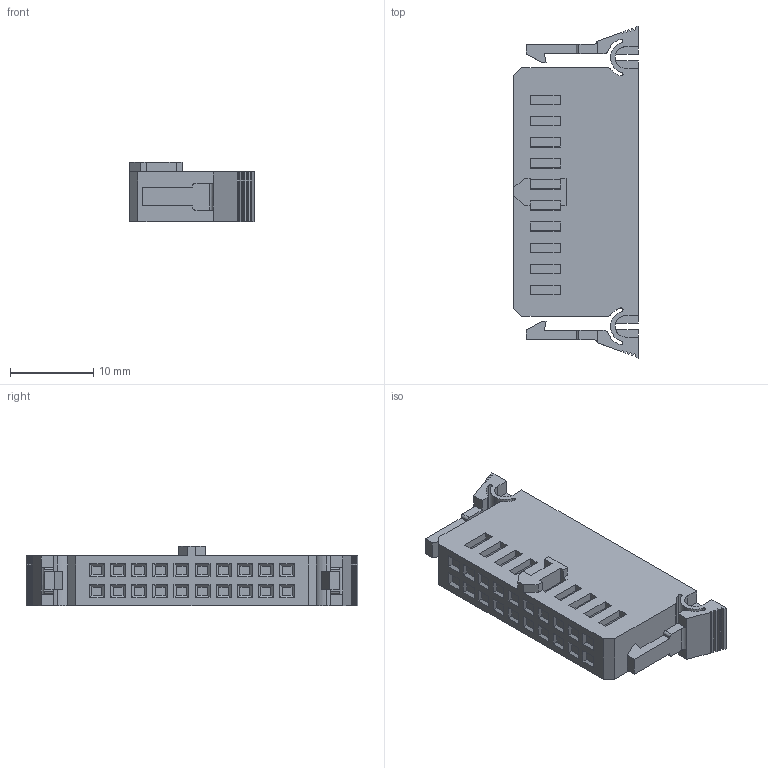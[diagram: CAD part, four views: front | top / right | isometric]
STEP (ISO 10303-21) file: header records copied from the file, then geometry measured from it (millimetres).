
FILE_DESCRIPTION( ('This file contains a STEP AP42 implementation' ,'as created by ZW3D STEP Interface translator.') ,'2;1' );
FILE_NAME( '3110-HXXB01.stp' ,'2312 8.1119 7', (''), ('ZWCAD Software Co.'), 'Version 1.0', 'ZW3D to STEP translator', '' );
FILE_SCHEMA(('AUTOMOTIVE_DESIGN { 1 0 10303 214 1 1 1 1 }'));
Length unit declared in the file: millimetre
Products named in the file (1): 0
Bounding box: 15 x 39.92 x 7.15 mm (x, y, z)
Volume: 1894 mm3; surface area: 3990.2 mm2
Topology: 1 solids, 1 shells, 642 faces, 1686 edges, 1084 vertices
Faces by surface type: plane 612, cylinder 26, bspline 4
Entity records: 24969 total; most frequent: CARTESIAN_POINT 11504, ORIENTED_EDGE 3372, EDGE_CURVE 1686, B_SPLINE_CURVE_WITH_KNOTS 1519, DIRECTION 1445, VERTEX_POINT 1084, EDGE_LOOP 720, FACE_OUTER_BOUND 642
